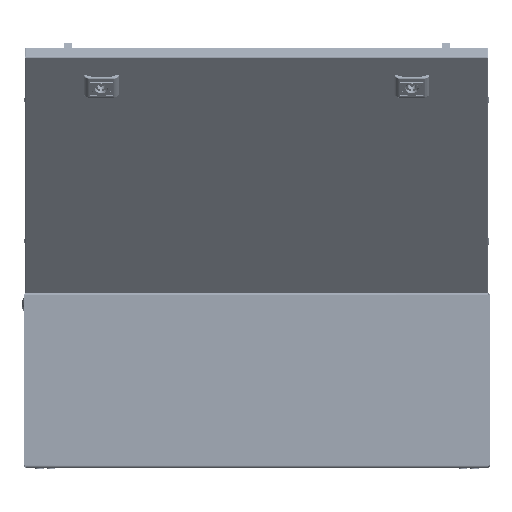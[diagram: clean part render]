
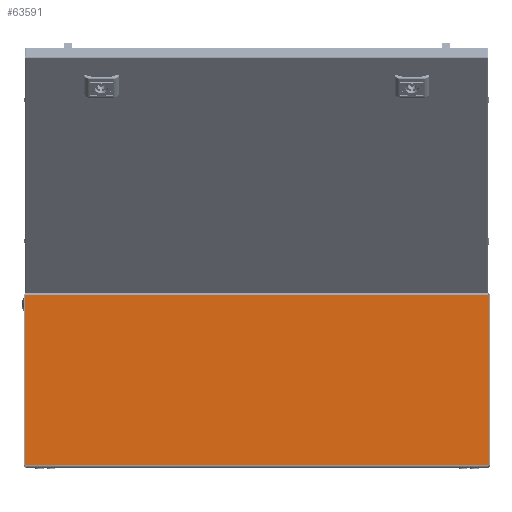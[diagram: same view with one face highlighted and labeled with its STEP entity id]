
A CAD part, front view. The second image highlights one B-rep face of the part: STEP entity #63591.
In plain terms, the highlighted planar face has unit normal (0, -1, 0).
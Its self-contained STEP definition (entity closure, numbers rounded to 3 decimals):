
#508 = EDGE_LOOP ( 'NONE', ( #35912, #35913, #35914, #35915 ) ) ;
#15929 = CARTESIAN_POINT ( 'NONE',  ( -298.5, -200., 222. ) ) ;
#15953 = FACE_OUTER_BOUND ( 'NONE', #508, .T. ) ;
#15956 = PLANE ( 'NONE',  #18920 ) ;
#15961 = DIRECTION ( 'NONE',  ( 0., 1., 0. ) ) ;
#15964 = DIRECTION ( 'NONE',  ( 0., 0., 1. ) ) ;
#18920 = AXIS2_PLACEMENT_3D ( 'NONE', #15929, #15961, #15964 ) ;
#35912 = ORIENTED_EDGE ( 'NONE', *, *, #84536, .T. ) ;
#35913 = ORIENTED_EDGE ( 'NONE', *, *, #84522, .F. ) ;
#35914 = ORIENTED_EDGE ( 'NONE', *, *, #84539, .F. ) ;
#35915 = ORIENTED_EDGE ( 'NONE', *, *, #84520, .T. ) ;
#63591 = ADVANCED_FACE ( 'NONE', ( #15953 ), #15956, .F. ) ;
#71755 = VECTOR ( 'NONE', #109276, 1000. ) ;
#71761 = VECTOR ( 'NONE', #109405, 1000. ) ;
#71786 = VECTOR ( 'NONE', #109286, 1000. ) ;
#71845 = VECTOR ( 'NONE', #109416, 1000. ) ;
#76781 = CARTESIAN_POINT ( 'NONE',  ( -298.4, -200., 220.5 ) ) ;
#76783 = CARTESIAN_POINT ( 'NONE',  ( -298.4, -200., 1.5 ) ) ;
#76791 = CARTESIAN_POINT ( 'NONE',  ( 298.4, -200., 220.5 ) ) ;
#76795 = CARTESIAN_POINT ( 'NONE',  ( 298.4, -200., 1.5 ) ) ;
#84520 = EDGE_CURVE ( 'NONE', #102294, #102292, #109271, .T. ) ;
#84522 = EDGE_CURVE ( 'NONE', #102288, #102287, #109284, .T. ) ;
#84536 = EDGE_CURVE ( 'NONE', #102292, #102287, #109403, .T. ) ;
#84539 = EDGE_CURVE ( 'NONE', #102294, #102288, #109414, .T. ) ;
#102287 = VERTEX_POINT ( 'NONE', #76781 ) ;
#102288 = VERTEX_POINT ( 'NONE', #76783 ) ;
#102292 = VERTEX_POINT ( 'NONE', #76791 ) ;
#102294 = VERTEX_POINT ( 'NONE', #76795 ) ;
#109248 = CARTESIAN_POINT ( 'NONE',  ( 298.4, -200., 1.5 ) ) ;
#109271 = LINE ( 'NONE', #109248, #71755 ) ;
#109276 = DIRECTION ( 'NONE',  ( 0., 0., 1. ) ) ;
#109284 = LINE ( 'NONE', #109285, #71786 ) ;
#109285 = CARTESIAN_POINT ( 'NONE',  ( -298.4, -200., 1.5 ) ) ;
#109286 = DIRECTION ( 'NONE',  ( 0., 0., 1. ) ) ;
#109403 = LINE ( 'NONE', #109404, #71761 ) ;
#109404 = CARTESIAN_POINT ( 'NONE',  ( 297.793, -200., 220.5 ) ) ;
#109405 = DIRECTION ( 'NONE',  ( -1., 0., 0. ) ) ;
#109414 = LINE ( 'NONE', #109415, #71845 ) ;
#109415 = CARTESIAN_POINT ( 'NONE',  ( -298.5, -200., 1.5 ) ) ;
#109416 = DIRECTION ( 'NONE',  ( -1., 0., 0. ) ) ;
